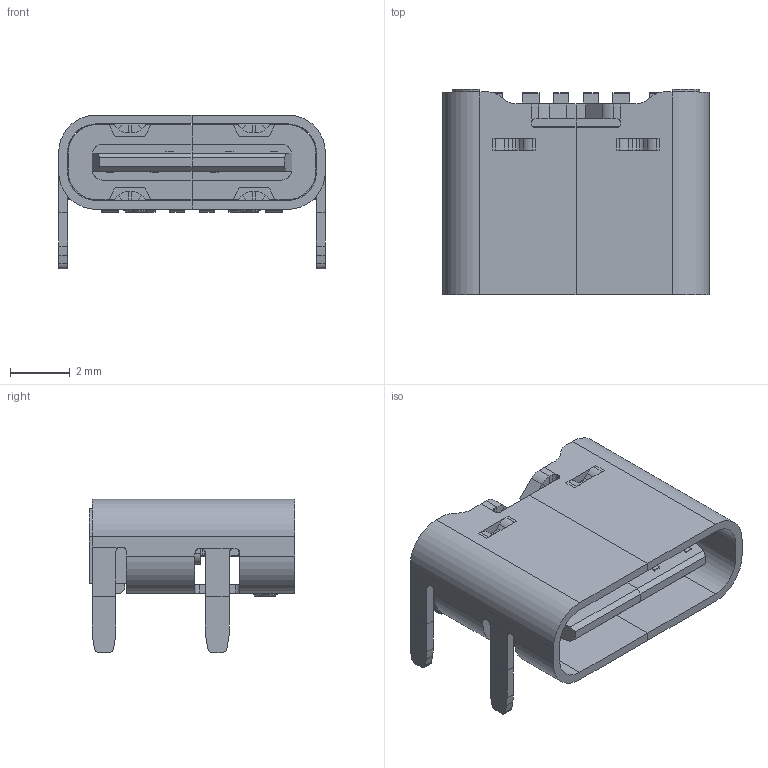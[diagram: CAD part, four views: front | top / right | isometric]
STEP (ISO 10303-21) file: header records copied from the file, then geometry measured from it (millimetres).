
FILE_DESCRIPTION(('FreeCAD Model'),'2;1');
FILE_NAME('Open CASCADE Shape Model','2024-01-23T18:46:16',( 'kicad StepUp'),('ksu MCAD'),'Open CASCADE STEP processor 7.7', 'FreeCAD','Unknown');
FILE_SCHEMA(('AUTOMOTIVE_DESIGN { 1 0 10303 214 1 1 1 1 }'));
Length unit declared in the file: millimetre
Products named in the file (1): USB_C_Receptacle_GCT_USB4125-xx-x_6P_TopMnt_Horizontal
Bounding box: 8.94 x 6.9 x 5.16 mm (x, y, z)
Volume: 96.6 mm3; surface area: 486.3 mm2
Topology: 16 solids, 16 shells, 548 faces, 1374 edges, 856 vertices
Faces by surface type: plane 428, cylinder 118, cone 2
Full cylindrical faces by diameter (mm): 0.8 x2
Entity records: 20028 total; most frequent: CARTESIAN_POINT 2779, ORIENTED_EDGE 2764, DIRECTION 2716, EDGE_CURVE 1374, LINE 1130, VECTOR 1130, VERTEX_POINT 856, AXIS2_PLACEMENT_3D 793
